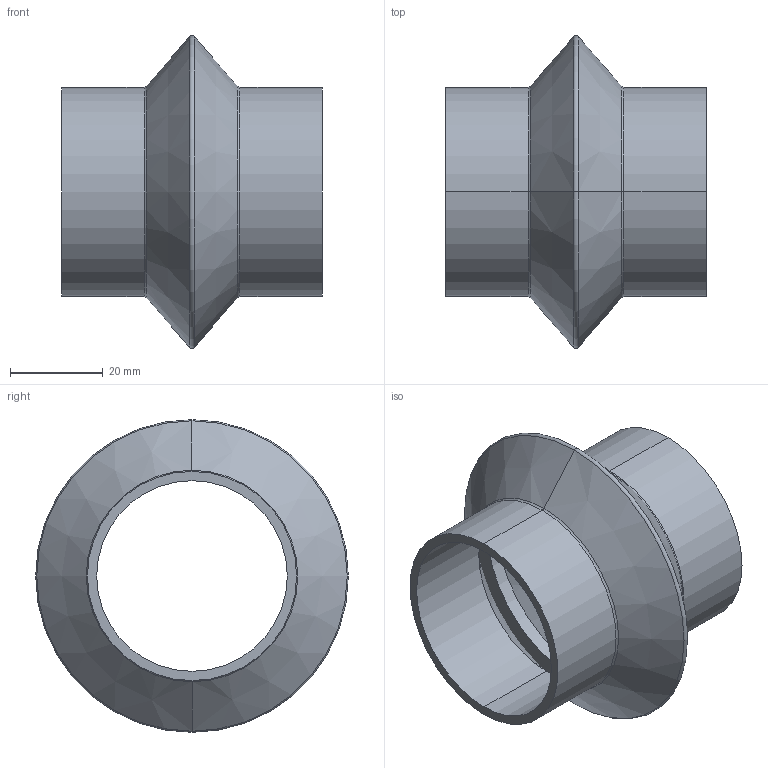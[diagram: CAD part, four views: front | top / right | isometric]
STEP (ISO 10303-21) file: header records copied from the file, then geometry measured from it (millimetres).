
FILE_DESCRIPTION (( 'STEP AP214' ), '1' );
FILE_NAME ('130SMA045.A.stp', '2017-10-11T11:23:40', ( '' ), ( '' ), 'SwSTEP 2.0', 'SolidWorks 2015', '' );
FILE_SCHEMA (( 'AUTOMOTIVE_DESIGN' ));
Length unit declared in the file: millimetre
Products named in the file (1): 130SMA045.A
Bounding box: 56 x 67.27 x 67.27 mm (x, y, z)
Volume: 22433.8 mm3; surface area: 23022.3 mm2
Topology: 2 solids, 2 shells, 34 faces, 68 edges, 38 vertices
Faces by surface type: cylinder 12, torus 10, cone 8, plane 4
Entity records: 1309 total; most frequent: DIRECTION 186, CARTESIAN_POINT 141, ORIENTED_EDGE 136, AXIS2_PLACEMENT_3D 83, EDGE_CURVE 68, CIRCLE 48, UNCERTAINTY_MEASURE_WITH_UNIT 38, VERTEX_POINT 38
